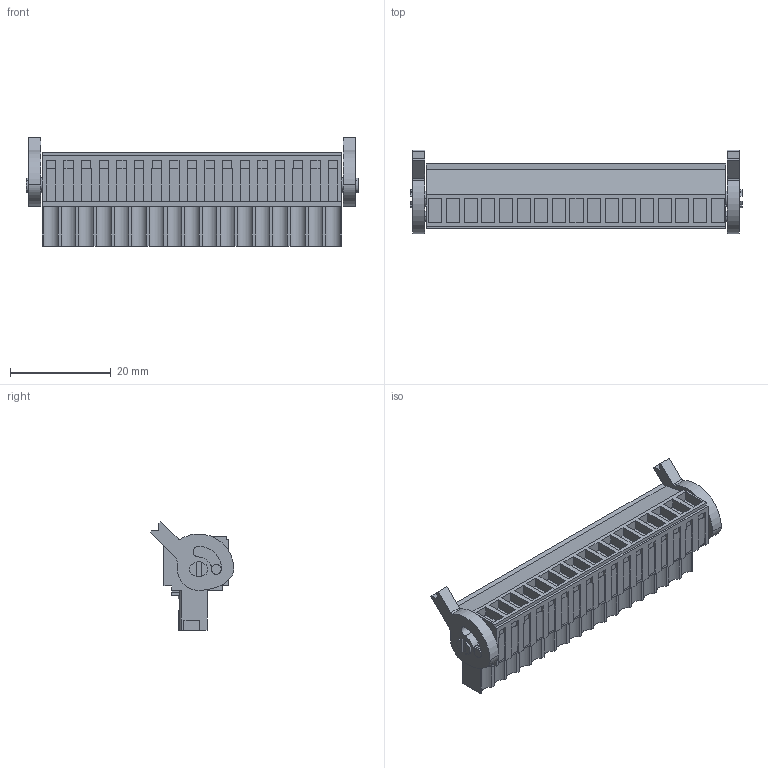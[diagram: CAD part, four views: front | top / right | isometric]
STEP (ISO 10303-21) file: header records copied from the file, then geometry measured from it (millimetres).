
FILE_DESCRIPTION(('CATIA V5 STEP Exchange','CAx-IF Rec.Pracs.--- Model Styling and Organization---1.2---2011-12-15'),'2;1');
FILE_NAME ('D1454459_0_1687800000_1687800000.stp','2017-04-25T12:18:36+00:00',('none'),('Weidmueller'),'CATIA Version 5-6 Release 2014','CATIA V5 STEP AP214','none');
FILE_SCHEMA(('AUTOMOTIVE_DESIGN { 1 0 10303 214 1 1 1 1 }'));
Length unit declared in the file: millimetre
Products named in the file (1): 1687800000
Bounding box: 65.9 x 16.66 x 21.53 mm (x, y, z)
Volume: 9332.8 mm3; surface area: 7584.7 mm2
Topology: 20 solids, 20 shells, 1085 faces, 3045 edges, 2072 vertices
Faces by surface type: plane 945, cylinder 138, extrusion 2
Entity records: 31751 total; most frequent: ORIENTED_EDGE 6090, CARTESIAN_POINT 5704, DIRECTION 4139, EDGE_CURVE 3045, VECTOR 2583, LINE 2581, VERTEX_POINT 2072, EDGE_LOOP 1165
